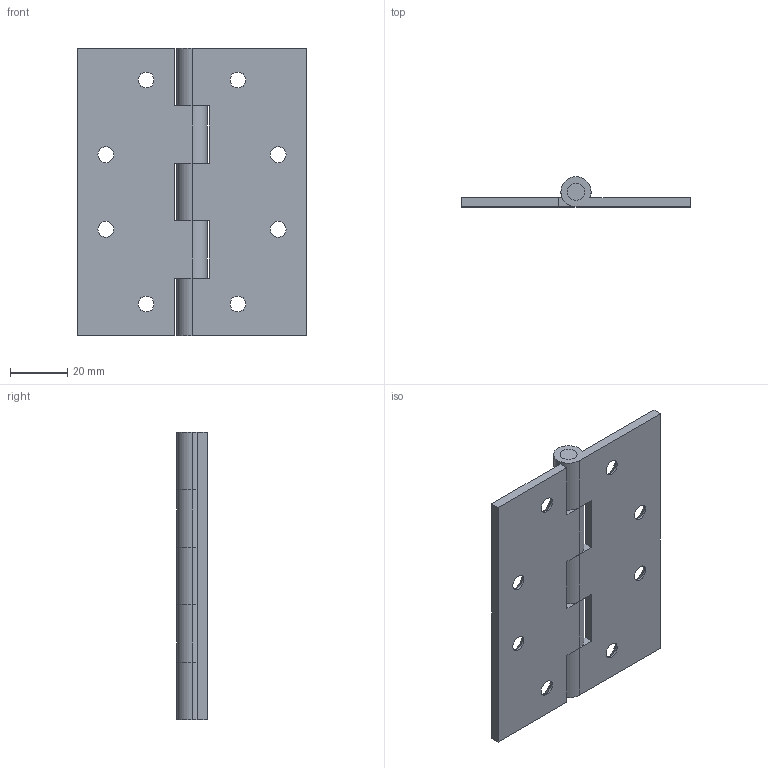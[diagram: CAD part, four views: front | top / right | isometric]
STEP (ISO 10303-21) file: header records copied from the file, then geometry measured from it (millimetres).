
FILE_DESCRIPTION (( 'STEP AP203' ), '1' );
FILE_NAME ('B-201-1.STEP', '2008-11-26T01:51:50', ( ' ' ), ( ' ' ), 'SwSTEP 2.0', 'SolidWorks 2007', '' );
FILE_SCHEMA (( 'CONFIG_CONTROL_DESIGN' ));
Length unit declared in the file: millimetre
Products named in the file (4): B-201-1僸儞僕A__棉太倌; B-201-1僸儞僕B__棉太倌; B-201-1; B-201-1僺儞__棉太倌
Assembly tree (3 placements, depth 2):
  B-201-1
    B-201-1僸儞僕B__棉太倌
    B-201-1僸儞僕A__棉太倌
    B-201-1僺儞__棉太倌
Bounding box: 80 x 10.5 x 100 mm (x, y, z)
Volume: 30035.4 mm3; surface area: 22802.2 mm2
Topology: 3 solids, 3 shells, 84 faces, 218 edges, 140 vertices
Faces by surface type: cylinder 43, plane 25, cone 16
Entity records: 3062 total; most frequent: DIRECTION 500, CARTESIAN_POINT 448, ORIENTED_EDGE 436, EDGE_CURVE 218, AXIS2_PLACEMENT_3D 192, VERTEX_POINT 140, VECTOR 116, LINE 116
